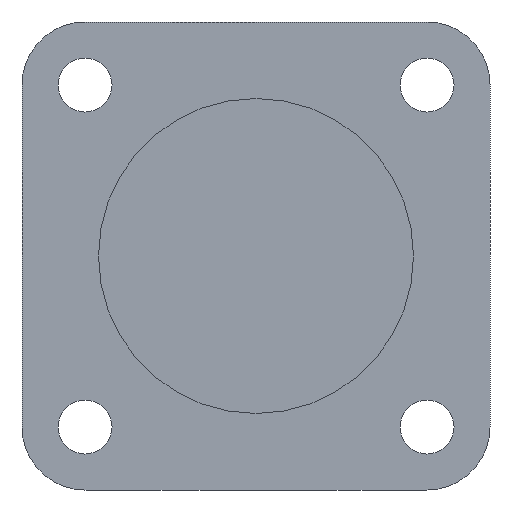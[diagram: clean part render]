
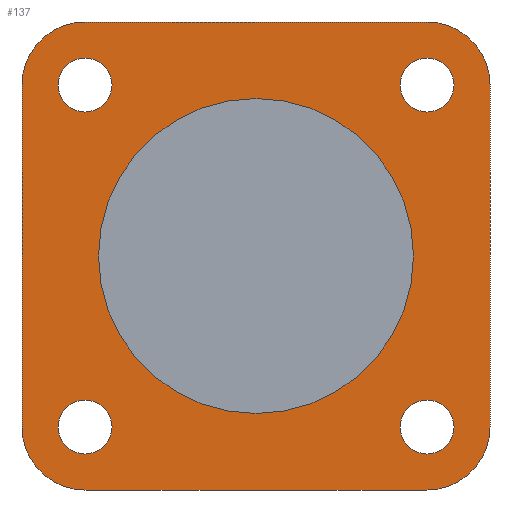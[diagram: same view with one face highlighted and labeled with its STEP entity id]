
A CAD part, left-side view. The second image highlights one B-rep face of the part: STEP entity #137.
In plain terms, the highlighted planar face has unit normal (-1, 0, 0).
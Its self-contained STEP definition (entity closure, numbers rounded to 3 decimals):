
#137 = ADVANCED_FACE( '', ( #283, #284, #285, #286, #287, #288 ), #289, .F. );
#283 = FACE_BOUND( '', #439, .T. );
#284 = FACE_BOUND( '', #440, .T. );
#285 = FACE_BOUND( '', #441, .T. );
#286 = FACE_BOUND( '', #442, .T. );
#287 = FACE_BOUND( '', #443, .T. );
#288 = FACE_OUTER_BOUND( '', #444, .T. );
#289 = PLANE( '', #445 );
#439 = EDGE_LOOP( '', ( #685 ) );
#440 = EDGE_LOOP( '', ( #686 ) );
#441 = EDGE_LOOP( '', ( #687 ) );
#442 = EDGE_LOOP( '', ( #688 ) );
#443 = EDGE_LOOP( '', ( #689 ) );
#444 = EDGE_LOOP( '', ( #690, #691, #692, #693, #694, #695, #696, #697 ) );
#445 = AXIS2_PLACEMENT_3D( '', #698, #699, #700 );
#685 = ORIENTED_EDGE( '', *, *, #842, .T. );
#686 = ORIENTED_EDGE( '', *, *, #903, .T. );
#687 = ORIENTED_EDGE( '', *, *, #831, .T. );
#688 = ORIENTED_EDGE( '', *, *, #864, .T. );
#689 = ORIENTED_EDGE( '', *, *, #834, .T. );
#690 = ORIENTED_EDGE( '', *, *, #823, .F. );
#691 = ORIENTED_EDGE( '', *, *, #901, .F. );
#692 = ORIENTED_EDGE( '', *, *, #904, .F. );
#693 = ORIENTED_EDGE( '', *, *, #844, .F. );
#694 = ORIENTED_EDGE( '', *, *, #905, .F. );
#695 = ORIENTED_EDGE( '', *, *, #887, .F. );
#696 = ORIENTED_EDGE( '', *, *, #870, .F. );
#697 = ORIENTED_EDGE( '', *, *, #906, .F. );
#698 = CARTESIAN_POINT( '', ( 0., 19., 19. ) );
#699 = DIRECTION( '', ( 1., 0., 0. ) );
#700 = DIRECTION( '', ( 0., 0., -1. ) );
#823 = EDGE_CURVE( '', #953, #954, #955, .T. );
#831 = EDGE_CURVE( '', #968, #968, #969, .T. );
#834 = EDGE_CURVE( '', #973, #973, #974, .T. );
#842 = EDGE_CURVE( '', #986, #986, #987, .T. );
#844 = EDGE_CURVE( '', #989, #990, #991, .T. );
#864 = EDGE_CURVE( '', #1024, #1024, #1025, .T. );
#870 = EDGE_CURVE( '', #1033, #1034, #1035, .T. );
#887 = EDGE_CURVE( '', #1034, #1059, #1060, .T. );
#901 = EDGE_CURVE( '', #1077, #953, #1079, .T. );
#903 = EDGE_CURVE( '', #1081, #1081, #1082, .T. );
#904 = EDGE_CURVE( '', #990, #1077, #1083, .T. );
#905 = EDGE_CURVE( '', #1059, #989, #1084, .T. );
#906 = EDGE_CURVE( '', #954, #1033, #1085, .T. );
#953 = VERTEX_POINT( '', #1144 );
#954 = VERTEX_POINT( '', #1145 );
#955 = CIRCLE( '', #1146, 7. );
#968 = VERTEX_POINT( '', #1162 );
#969 = CIRCLE( '', #1163, 3. );
#973 = VERTEX_POINT( '', #1167 );
#974 = CIRCLE( '', #1168, 3. );
#986 = VERTEX_POINT( '', #1180 );
#987 = CIRCLE( '', #1181, 17.5 );
#989 = VERTEX_POINT( '', #1183 );
#990 = VERTEX_POINT( '', #1184 );
#991 = LINE( '', #1185, #1186 );
#1024 = VERTEX_POINT( '', #1226 );
#1025 = CIRCLE( '', #1227, 3. );
#1033 = VERTEX_POINT( '', #1238 );
#1034 = VERTEX_POINT( '', #1239 );
#1035 = CIRCLE( '', #1240, 7. );
#1059 = VERTEX_POINT( '', #1269 );
#1060 = LINE( '', #1270, #1271 );
#1077 = VERTEX_POINT( '', #1295 );
#1079 = LINE( '', #1298, #1299 );
#1081 = VERTEX_POINT( '', #1301 );
#1082 = CIRCLE( '', #1302, 3. );
#1083 = CIRCLE( '', #1303, 7. );
#1084 = CIRCLE( '', #1304, 7. );
#1085 = LINE( '', #1305, #1306 );
#1144 = CARTESIAN_POINT( '', ( 0., 26., 19. ) );
#1145 = CARTESIAN_POINT( '', ( 0., 19., 26. ) );
#1146 = AXIS2_PLACEMENT_3D( '', #1351, #1352, #1353 );
#1162 = CARTESIAN_POINT( '', ( 0., -19., 16. ) );
#1163 = AXIS2_PLACEMENT_3D( '', #1366, #1367, #1368 );
#1167 = CARTESIAN_POINT( '', ( 0., 19., 16. ) );
#1168 = AXIS2_PLACEMENT_3D( '', #1372, #1373, #1374 );
#1180 = CARTESIAN_POINT( '', ( 0., 0., -17.5 ) );
#1181 = AXIS2_PLACEMENT_3D( '', #1387, #1388, #1389 );
#1183 = CARTESIAN_POINT( '', ( 0., -19., -26. ) );
#1184 = CARTESIAN_POINT( '', ( 0., 19., -26. ) );
#1185 = CARTESIAN_POINT( '', ( 0., -19., -26. ) );
#1186 = VECTOR( '', #1390, 1000. );
#1226 = CARTESIAN_POINT( '', ( 0., -19., -22. ) );
#1227 = AXIS2_PLACEMENT_3D( '', #1422, #1423, #1424 );
#1238 = CARTESIAN_POINT( '', ( 0., -19., 26. ) );
#1239 = CARTESIAN_POINT( '', ( 0., -26., 19. ) );
#1240 = AXIS2_PLACEMENT_3D( '', #1428, #1429, #1430 );
#1269 = CARTESIAN_POINT( '', ( 0., -26., -19. ) );
#1270 = CARTESIAN_POINT( '', ( 0., -26., 19. ) );
#1271 = VECTOR( '', #1451, 1000. );
#1295 = CARTESIAN_POINT( '', ( 0., 26., -19. ) );
#1298 = CARTESIAN_POINT( '', ( 0., 26., -19. ) );
#1299 = VECTOR( '', #1463, 1000. );
#1301 = CARTESIAN_POINT( '', ( 0., 19., -22. ) );
#1302 = AXIS2_PLACEMENT_3D( '', #1464, #1465, #1466 );
#1303 = AXIS2_PLACEMENT_3D( '', #1467, #1468, #1469 );
#1304 = AXIS2_PLACEMENT_3D( '', #1470, #1471, #1472 );
#1305 = CARTESIAN_POINT( '', ( 0., 19., 26. ) );
#1306 = VECTOR( '', #1473, 1000. );
#1351 = CARTESIAN_POINT( '', ( 0., 19., 19. ) );
#1352 = DIRECTION( '', ( 1., 0., 0. ) );
#1353 = DIRECTION( '', ( 0., 0., -1. ) );
#1366 = CARTESIAN_POINT( '', ( 0., -19., 19. ) );
#1367 = DIRECTION( '', ( 1., 0., 0. ) );
#1368 = DIRECTION( '', ( 0., 0., -1. ) );
#1372 = CARTESIAN_POINT( '', ( 0., 19., 19. ) );
#1373 = DIRECTION( '', ( 1., 0., 0. ) );
#1374 = DIRECTION( '', ( 0., 0., -1. ) );
#1387 = CARTESIAN_POINT( '', ( 0., 0., 0. ) );
#1388 = DIRECTION( '', ( 1., 0., 0. ) );
#1389 = DIRECTION( '', ( 0., 0., -1. ) );
#1390 = DIRECTION( '', ( 0., 1., 0. ) );
#1422 = CARTESIAN_POINT( '', ( 0., -19., -19. ) );
#1423 = DIRECTION( '', ( 1., 0., 0. ) );
#1424 = DIRECTION( '', ( 0., 0., -1. ) );
#1428 = CARTESIAN_POINT( '', ( 0., -19., 19. ) );
#1429 = DIRECTION( '', ( 1., 0., 0. ) );
#1430 = DIRECTION( '', ( 0., 0., -1. ) );
#1451 = DIRECTION( '', ( 0., 0., -1. ) );
#1463 = DIRECTION( '', ( 0., 0., 1. ) );
#1464 = CARTESIAN_POINT( '', ( 0., 19., -19. ) );
#1465 = DIRECTION( '', ( 1., 0., 0. ) );
#1466 = DIRECTION( '', ( 0., 0., -1. ) );
#1467 = CARTESIAN_POINT( '', ( 0., 19., -19. ) );
#1468 = DIRECTION( '', ( 1., 0., 0. ) );
#1469 = DIRECTION( '', ( 0., 0., -1. ) );
#1470 = CARTESIAN_POINT( '', ( 0., -19., -19. ) );
#1471 = DIRECTION( '', ( 1., 0., 0. ) );
#1472 = DIRECTION( '', ( 0., 0., -1. ) );
#1473 = DIRECTION( '', ( 0., -1., 0. ) );
